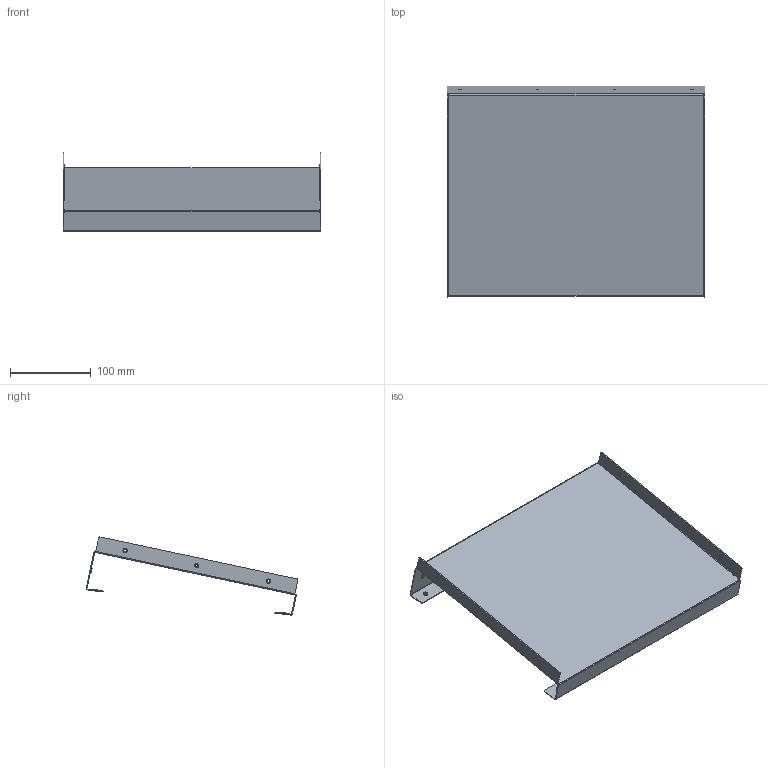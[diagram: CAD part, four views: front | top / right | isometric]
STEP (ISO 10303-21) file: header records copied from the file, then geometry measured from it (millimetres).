
FILE_DESCRIPTION(/* description */ (''),/* implementation_level */ '2;1');
FILE_NAME(/* name */ 'heat-Upper',/* time_stamp */ '2024-09-02T14:39:04+09:00',/* author */ (''),/* organization */ (''),/* preprocessor_version */ 'ST-DEVELOPER v19.2',/* originating_system */ 'Rhino 8.10',/* authorisation */ '');
FILE_SCHEMA (('AUTOMOTIVE_DESIGN_CC2'));
Length unit declared in the file: millimetre
Products named in the file (1): Document
Bounding box: 320 x 262.81 x 96.91 mm (x, y, z)
Volume: 127545.5 mm3; surface area: 256704 mm2
Topology: 1 solids, 1 shells, 128 faces, 336 edges, 224 vertices
Faces by surface type: cylinder 80, plane 48
Entity records: 4256 total; most frequent: CARTESIAN_POINT 1242, ORIENTED_EDGE 672, DIRECTION 444, EDGE_CURVE 336, AXIS2_PLACEMENT_3D 286, VERTEX_POINT 224, EDGE_LOOP 170, TRIMMED_CURVE 156
